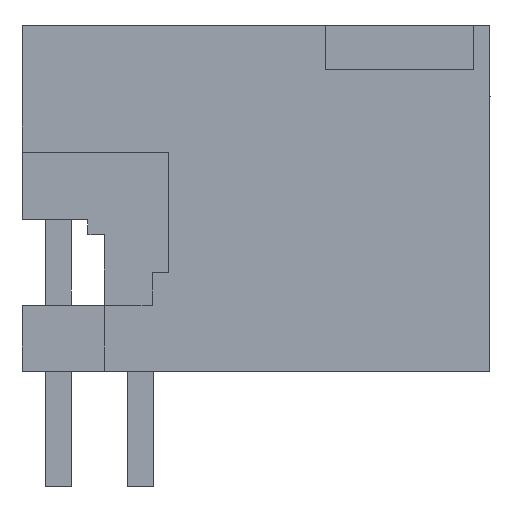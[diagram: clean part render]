
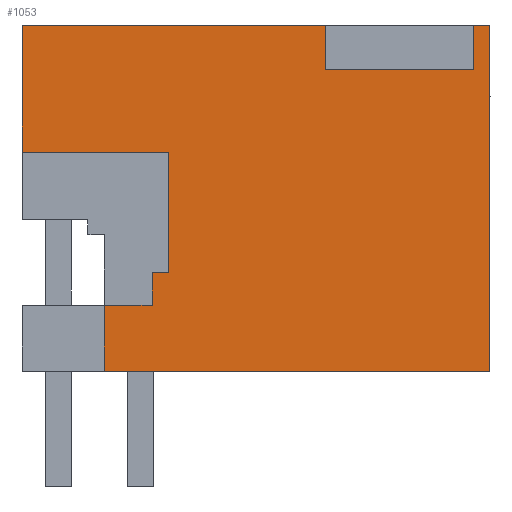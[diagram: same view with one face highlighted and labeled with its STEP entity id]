
A CAD part, left-side view. The second image highlights one B-rep face of the part: STEP entity #1053.
In plain terms, the highlighted planar face has unit normal (-1, 0, 0).
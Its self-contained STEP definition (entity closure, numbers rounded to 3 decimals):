
#960=AXIS2_PLACEMENT_3D('Plane Axis2P3D',#957,#958,#959) ;
#102=CARTESIAN_POINT('Vertex',(0.,11.7,5.5)) ;
#105=CARTESIAN_POINT('Line Origine',(0.,10.975,5.5)) ;
#109=CARTESIAN_POINT('Vertex',(0.,10.25,5.5)) ;
#739=CARTESIAN_POINT('Vertex',(0.,0.,3.5)) ;
#742=CARTESIAN_POINT('Line Origine',(0.,5.85,3.5)) ;
#746=CARTESIAN_POINT('Vertex',(0.,11.7,3.5)) ;
#926=CARTESIAN_POINT('Line Origine',(0.,11.7,4.5)) ;
#957=CARTESIAN_POINT('Axis2P3D Location',(0.,14.2,0.)) ;
#962=CARTESIAN_POINT('Line Origine',(0.,0.,8.75)) ;
#966=CARTESIAN_POINT('Vertex',(0.,0.,14.)) ;
#969=CARTESIAN_POINT('Line Origine',(0.,0.25,14.)) ;
#973=CARTESIAN_POINT('Vertex',(0.,0.5,14.)) ;
#976=CARTESIAN_POINT('Line Origine',(0.,0.5,13.325)) ;
#980=CARTESIAN_POINT('Vertex',(0.,0.5,12.65)) ;
#983=CARTESIAN_POINT('Line Origine',(0.,2.75,12.65)) ;
#987=CARTESIAN_POINT('Vertex',(0.,5.,12.65)) ;
#990=CARTESIAN_POINT('Line Origine',(0.,5.,13.325)) ;
#994=CARTESIAN_POINT('Vertex',(0.,5.,14.)) ;
#997=CARTESIAN_POINT('Line Origine',(0.,9.6,14.)) ;
#1001=CARTESIAN_POINT('Vertex',(0.,14.2,14.)) ;
#1004=CARTESIAN_POINT('Line Origine',(0.,14.2,12.075)) ;
#1008=CARTESIAN_POINT('Vertex',(0.,14.2,10.15)) ;
#1011=CARTESIAN_POINT('Line Origine',(0.,11.975,10.15)) ;
#1015=CARTESIAN_POINT('Vertex',(0.,9.75,10.15)) ;
#1018=CARTESIAN_POINT('Line Origine',(0.,9.75,8.325)) ;
#1022=CARTESIAN_POINT('Vertex',(0.,9.75,6.5)) ;
#1025=CARTESIAN_POINT('Line Origine',(0.,10.,6.5)) ;
#1029=CARTESIAN_POINT('Vertex',(0.,10.25,6.5)) ;
#1032=CARTESIAN_POINT('Line Origine',(0.,10.25,6.)) ;
#106=DIRECTION('Vector Direction',(0.,1.,0.)) ;
#743=DIRECTION('Vector Direction',(0.,-1.,0.)) ;
#927=DIRECTION('Vector Direction',(0.,0.,1.)) ;
#958=DIRECTION('Axis2P3D Direction',(-1.,0.,0.)) ;
#959=DIRECTION('Axis2P3D XDirection',(0.,-1.,0.)) ;
#963=DIRECTION('Vector Direction',(0.,0.,1.)) ;
#970=DIRECTION('Vector Direction',(0.,-1.,0.)) ;
#977=DIRECTION('Vector Direction',(0.,0.,-1.)) ;
#984=DIRECTION('Vector Direction',(0.,1.,0.)) ;
#991=DIRECTION('Vector Direction',(0.,0.,-1.)) ;
#998=DIRECTION('Vector Direction',(0.,-1.,0.)) ;
#1005=DIRECTION('Vector Direction',(0.,0.,1.)) ;
#1012=DIRECTION('Vector Direction',(0.,-1.,0.)) ;
#1019=DIRECTION('Vector Direction',(0.,0.,1.)) ;
#1026=DIRECTION('Vector Direction',(0.,-1.,0.)) ;
#1033=DIRECTION('Vector Direction',(0.,0.,1.)) ;
#107=VECTOR('Line Direction',#106,1.) ;
#744=VECTOR('Line Direction',#743,1.) ;
#928=VECTOR('Line Direction',#927,1.) ;
#964=VECTOR('Line Direction',#963,1.) ;
#971=VECTOR('Line Direction',#970,1.) ;
#978=VECTOR('Line Direction',#977,1.) ;
#985=VECTOR('Line Direction',#984,1.) ;
#992=VECTOR('Line Direction',#991,1.) ;
#999=VECTOR('Line Direction',#998,1.) ;
#1006=VECTOR('Line Direction',#1005,1.) ;
#1013=VECTOR('Line Direction',#1012,1.) ;
#1020=VECTOR('Line Direction',#1019,1.) ;
#1027=VECTOR('Line Direction',#1026,1.) ;
#1034=VECTOR('Line Direction',#1033,1.) ;
#1038=ORIENTED_EDGE('',*,*,#748,.T.) ;
#1039=ORIENTED_EDGE('',*,*,#968,.T.) ;
#1040=ORIENTED_EDGE('',*,*,#975,.T.) ;
#1041=ORIENTED_EDGE('',*,*,#982,.T.) ;
#1042=ORIENTED_EDGE('',*,*,#989,.T.) ;
#1043=ORIENTED_EDGE('',*,*,#996,.T.) ;
#1044=ORIENTED_EDGE('',*,*,#1003,.T.) ;
#1045=ORIENTED_EDGE('',*,*,#1010,.T.) ;
#1046=ORIENTED_EDGE('',*,*,#1017,.T.) ;
#1047=ORIENTED_EDGE('',*,*,#1024,.T.) ;
#1048=ORIENTED_EDGE('',*,*,#1031,.T.) ;
#1049=ORIENTED_EDGE('',*,*,#1036,.T.) ;
#1050=ORIENTED_EDGE('',*,*,#111,.T.) ;
#1051=ORIENTED_EDGE('',*,*,#930,.T.) ;
#1053=ADVANCED_FACE('HOUSING',(#1052),#961,.T.) ;
#111=EDGE_CURVE('',#110,#103,#108,.T.) ;
#748=EDGE_CURVE('',#747,#740,#745,.T.) ;
#930=EDGE_CURVE('',#103,#747,#929,.F.) ;
#968=EDGE_CURVE('',#740,#967,#965,.T.) ;
#975=EDGE_CURVE('',#967,#974,#972,.F.) ;
#982=EDGE_CURVE('',#974,#981,#979,.T.) ;
#989=EDGE_CURVE('',#981,#988,#986,.T.) ;
#996=EDGE_CURVE('',#988,#995,#993,.F.) ;
#1003=EDGE_CURVE('',#995,#1002,#1000,.F.) ;
#1010=EDGE_CURVE('',#1002,#1009,#1007,.F.) ;
#1017=EDGE_CURVE('',#1009,#1016,#1014,.T.) ;
#1024=EDGE_CURVE('',#1016,#1023,#1021,.F.) ;
#1031=EDGE_CURVE('',#1023,#1030,#1028,.F.) ;
#1036=EDGE_CURVE('',#1030,#110,#1035,.F.) ;
#1037=EDGE_LOOP('',(#1038,#1039,#1040,#1041,#1042,#1043,#1044,#1045,#1046,#1047,#1048,#1049,#1050,#1051)) ;
#1052=FACE_OUTER_BOUND('',#1037,.T.) ;
#108=LINE('Line',#105,#107) ;
#745=LINE('Line',#742,#744) ;
#929=LINE('Line',#926,#928) ;
#965=LINE('Line',#962,#964) ;
#972=LINE('Line',#969,#971) ;
#979=LINE('Line',#976,#978) ;
#986=LINE('Line',#983,#985) ;
#993=LINE('Line',#990,#992) ;
#1000=LINE('Line',#997,#999) ;
#1007=LINE('Line',#1004,#1006) ;
#1014=LINE('Line',#1011,#1013) ;
#1021=LINE('Line',#1018,#1020) ;
#1028=LINE('Line',#1025,#1027) ;
#1035=LINE('Line',#1032,#1034) ;
#961=PLANE('',#960) ;
#103=VERTEX_POINT('',#102) ;
#110=VERTEX_POINT('',#109) ;
#740=VERTEX_POINT('',#739) ;
#747=VERTEX_POINT('',#746) ;
#967=VERTEX_POINT('',#966) ;
#974=VERTEX_POINT('',#973) ;
#981=VERTEX_POINT('',#980) ;
#988=VERTEX_POINT('',#987) ;
#995=VERTEX_POINT('',#994) ;
#1002=VERTEX_POINT('',#1001) ;
#1009=VERTEX_POINT('',#1008) ;
#1016=VERTEX_POINT('',#1015) ;
#1023=VERTEX_POINT('',#1022) ;
#1030=VERTEX_POINT('',#1029) ;
